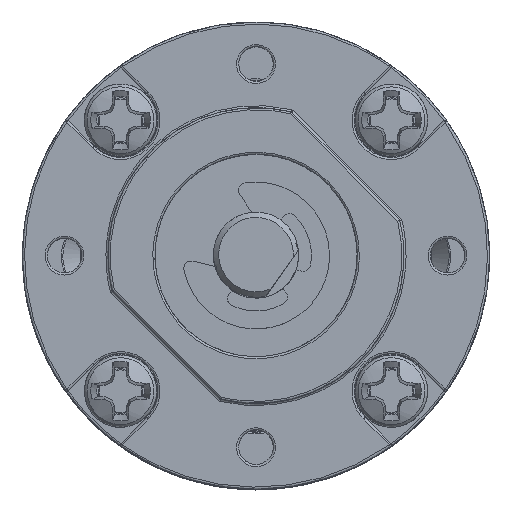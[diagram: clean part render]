
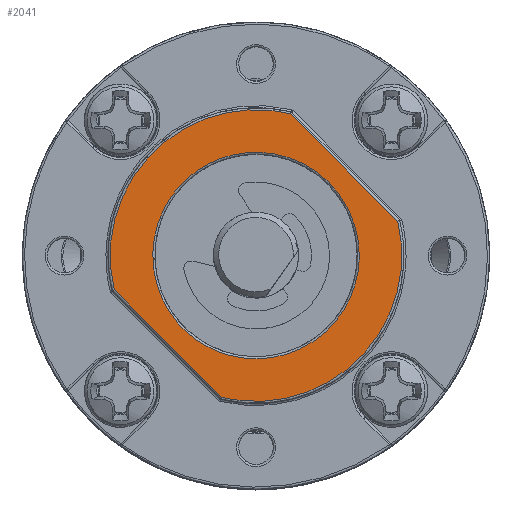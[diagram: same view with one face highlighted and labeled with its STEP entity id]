
A CAD part, top view. The second image highlights one B-rep face of the part: STEP entity #2041.
In plain terms, the highlighted free-form (B-spline) face has degree [1, 1] with [2, 2] control points.
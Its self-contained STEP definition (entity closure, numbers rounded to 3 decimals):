
#1977 = EDGE_CURVE('',#1978,#1978,#1980,.T.);
#1978 = VERTEX_POINT('',#1979);
#1979 = CARTESIAN_POINT('',(5.247,16.678,
    82.938));
#1980 = ( BOUNDED_CURVE() B_SPLINE_CURVE(2,(#1981,#1982,#1983,#1984,
#1985,#1986,#1987),.UNSPECIFIED.,.T.,.F.) B_SPLINE_CURVE_WITH_KNOTS((3,2
    ,2,3),(1.571,3.665,5.76,7.854),
.PIECEWISE_BEZIER_KNOTS.) CURVE() GEOMETRIC_REPRESENTATION_ITEM() 
RATIONAL_B_SPLINE_CURVE((1.,0.5,1.,0.5,1.,0.5,1.)) REPRESENTATION_ITEM(
  '') );
#1981 = CARTESIAN_POINT('',(5.247,16.678,
    82.938));
#1982 = CARTESIAN_POINT('',(5.247,25.767,
    82.938));
#1983 = CARTESIAN_POINT('',(-2.624,21.222,
    82.938));
#1984 = CARTESIAN_POINT('',(-10.494,16.678,
    82.938));
#1985 = CARTESIAN_POINT('',(-2.624,12.134,
    82.938));
#1986 = CARTESIAN_POINT('',(5.247,7.59,82.938)
  );
#1987 = CARTESIAN_POINT('',(5.247,16.678,
    82.938));
#2041 = ADVANCED_FACE('',(#2042,#2074),#2077,.T.);
#2042 = FACE_BOUND('',#2043,.T.);
#2043 = EDGE_LOOP('',(#2044,#2054,#2061,#2069));
#2044 = ORIENTED_EDGE('',*,*,#2045,.F.);
#2045 = EDGE_CURVE('',#2046,#2048,#2050,.T.);
#2046 = VERTEX_POINT('',#2047);
#2047 = CARTESIAN_POINT('',(7.201,18.427,82.938)
  );
#2048 = VERTEX_POINT('',#2049);
#2049 = CARTESIAN_POINT('',(-1.749,9.477,
    82.938));
#2050 = ( BOUNDED_CURVE() B_SPLINE_CURVE(2,(#2051,#2052,#2053),
.UNSPECIFIED.,.F.,.F.) B_SPLINE_CURVE_WITH_KNOTS((3,3),(5.26,
7.307),.PIECEWISE_BEZIER_KNOTS.) CURVE() 
GEOMETRIC_REPRESENTATION_ITEM() RATIONAL_B_SPLINE_CURVE((1.,
0.52,1.)) REPRESENTATION_ITEM('') );
#2051 = CARTESIAN_POINT('',(7.201,18.427,82.938)
  );
#2052 = CARTESIAN_POINT('',(10.072,6.606,
    82.938));
#2053 = CARTESIAN_POINT('',(-1.749,9.477,
    82.938));
#2054 = ORIENTED_EDGE('',*,*,#2055,.F.);
#2055 = EDGE_CURVE('',#2056,#2046,#2058,.T.);
#2056 = VERTEX_POINT('',#2057);
#2057 = CARTESIAN_POINT('',(1.749,23.88,
    82.938));
#2058 = B_SPLINE_CURVE_WITH_KNOTS('',1,(#2059,#2060),.UNSPECIFIED.,.F.,
  .F.,(2,2),(-5.36,1.768),.PIECEWISE_BEZIER_KNOTS.);
#2059 = CARTESIAN_POINT('',(1.749,23.88,
    82.938));
#2060 = CARTESIAN_POINT('',(7.201,18.427,82.938)
  );
#2061 = ORIENTED_EDGE('',*,*,#2062,.F.);
#2062 = EDGE_CURVE('',#2063,#2056,#2065,.T.);
#2063 = VERTEX_POINT('',#2064);
#2064 = CARTESIAN_POINT('',(-7.201,14.929,
    82.938));
#2065 = ( BOUNDED_CURVE() B_SPLINE_CURVE(2,(#2066,#2067,#2068),
.UNSPECIFIED.,.F.,.F.) B_SPLINE_CURVE_WITH_KNOTS((3,3),(5.26,
7.307),.PIECEWISE_BEZIER_KNOTS.) CURVE() 
GEOMETRIC_REPRESENTATION_ITEM() RATIONAL_B_SPLINE_CURVE((1.,
0.52,1.)) REPRESENTATION_ITEM('') );
#2066 = CARTESIAN_POINT('',(-7.201,14.929,
    82.938));
#2067 = CARTESIAN_POINT('',(-10.072,26.751,
    82.938));
#2068 = CARTESIAN_POINT('',(1.749,23.88,
    82.938));
#2069 = ORIENTED_EDGE('',*,*,#2070,.F.);
#2070 = EDGE_CURVE('',#2048,#2063,#2071,.T.);
#2071 = B_SPLINE_CURVE_WITH_KNOTS('',1,(#2072,#2073),.UNSPECIFIED.,.F.,
  .F.,(2,2),(-5.36,1.768),.PIECEWISE_BEZIER_KNOTS.);
#2072 = CARTESIAN_POINT('',(-1.749,9.477,
    82.938));
#2073 = CARTESIAN_POINT('',(-7.201,14.929,
    82.938));
#2074 = FACE_BOUND('',#2075,.T.);
#2075 = EDGE_LOOP('',(#2076));
#2076 = ORIENTED_EDGE('',*,*,#1977,.F.);
#2077 = B_SPLINE_SURFACE_WITH_KNOTS('',1,1,(
    (#2078,#2079)
    ,(#2080,#2081
    )),.UNSPECIFIED.,.F.,.F.,.F.,(2,2),(2,2),(-6.85,6.85),(-6.85,6.85),
  .PIECEWISE_BEZIER_KNOTS.);
#2078 = CARTESIAN_POINT('',(-7.411,24.089,82.938)
  );
#2079 = CARTESIAN_POINT('',(7.411,24.089,82.938)
  );
#2080 = CARTESIAN_POINT('',(-7.411,9.268,82.938)
  );
#2081 = CARTESIAN_POINT('',(7.411,9.268,82.938));
